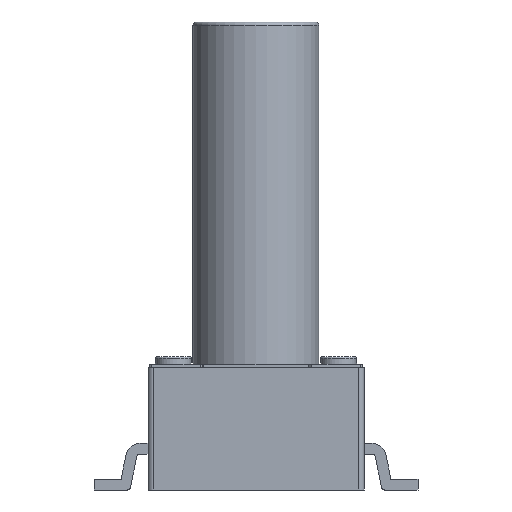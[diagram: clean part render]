
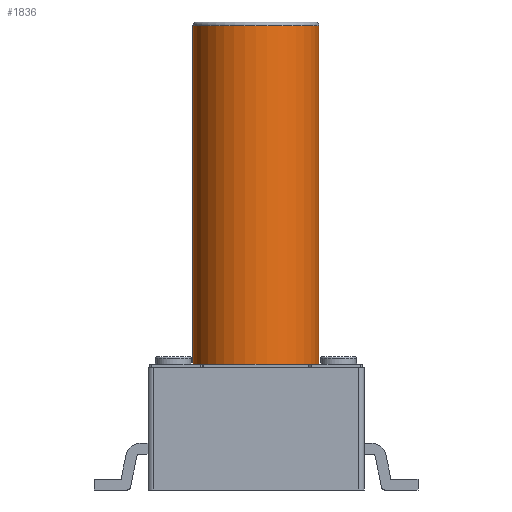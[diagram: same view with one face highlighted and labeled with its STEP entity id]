
A CAD part, front view. The second image highlights one B-rep face of the part: STEP entity #1836.
In plain terms, the highlighted cylindrical face has radius 1.75 mm (diameter 3.5 mm), a full revolution.
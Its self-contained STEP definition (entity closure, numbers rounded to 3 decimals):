
#380=CARTESIAN_POINT('',(1.75,0.0,3.5));
#381=VERTEX_POINT('',#380);
#382=CARTESIAN_POINT('',(0.0,0.0,3.5));
#383=DIRECTION('',(0.0,0.0,1.0));
#384=DIRECTION('',(1.0,0.0,-0.0));
#385=AXIS2_PLACEMENT_3D('',#382,#383,#384);
#386=CIRCLE('',#385,1.75);
#387=EDGE_CURVE('n� 1137',#381,#381,#386,.T.);
#1817=CARTESIAN_POINT('',(1.75,0.0,12.9));
#1818=VERTEX_POINT('',#1817);
#1819=CARTESIAN_POINT('',(0.0,0.0,12.9));
#1820=DIRECTION('',(0.0,-0.0,-1.0));
#1821=DIRECTION('',(1.0,0.0,0.0));
#1822=AXIS2_PLACEMENT_3D('',#1819,#1820,#1821);
#1823=CIRCLE('',#1822,1.75);
#1824=EDGE_CURVE('n� 1176',#1818,#1818,#1823,.T.);
#1825=ORIENTED_EDGE('',*,*,#1824,.T.);
#1826=EDGE_LOOP('',(#1825));
#1827=FACE_OUTER_BOUND('',#1826,.T.);
#1828=ORIENTED_EDGE('',*,*,#387,.T.);
#1829=EDGE_LOOP('',(#1828));
#1830=FACE_BOUND('',#1829,.T.);
#1831=CARTESIAN_POINT('',(0.0,0.0,30.95));
#1832=DIRECTION('',(-0.0,-0.0,-1.0));
#1833=DIRECTION('',(-1.0,0.0,0.0));
#1834=AXIS2_PLACEMENT_3D('',#1831,#1832,#1833);
#1835=CYLINDRICAL_SURFACE('',#1834,1.75);
#1836=ADVANCED_FACE('n� 1141',(#1827,#1830),#1835,.T.);
